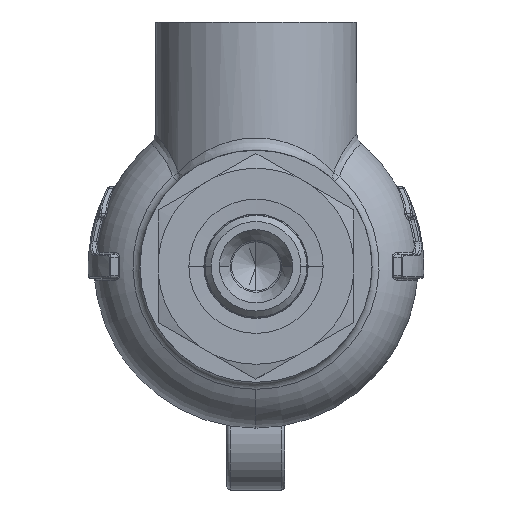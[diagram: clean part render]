
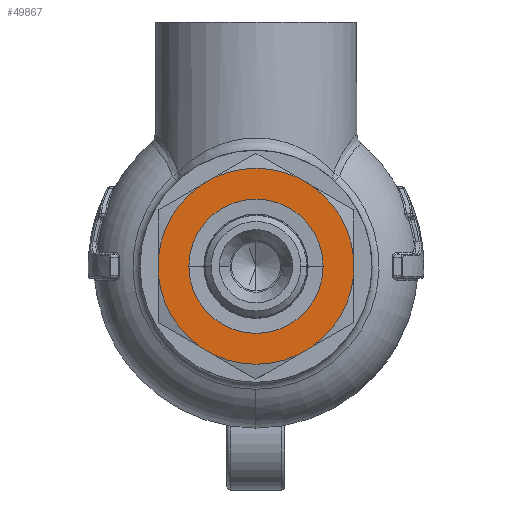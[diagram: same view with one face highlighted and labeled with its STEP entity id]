
A CAD part, front view. The second image highlights one B-rep face of the part: STEP entity #49867.
In plain terms, the highlighted planar face has unit normal (0, -1, 0).
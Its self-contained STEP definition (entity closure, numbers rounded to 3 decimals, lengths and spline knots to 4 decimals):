
#206 = ORIENTED_EDGE ( 'NONE', *, *, #41854, .T. ) ;
#1207 = CARTESIAN_POINT ( 'NONE',  ( -0.3581, -0.5118, -0.5206 ) ) ;
#1881 = VERTEX_POINT ( 'NONE', #48845 ) ;
#2105 = FACE_BOUND ( 'NONE', #12181, .T. ) ;
#2560 = VERTEX_POINT ( 'NONE', #22836 ) ;
#2562 = DIRECTION ( 'NONE',  ( -1., 0., 0. ) ) ;
#3605 = CARTESIAN_POINT ( 'NONE',  ( 0., -0.5118, 0. ) ) ;
#5123 = CIRCLE ( 'NONE', #7522, 0.6319 ) ;
#5253 = CARTESIAN_POINT ( 'NONE',  ( 0., -0.5118, 0. ) ) ;
#5862 = DIRECTION ( 'NONE',  ( -1., 0., 0. ) ) ;
#7272 = CARTESIAN_POINT ( 'NONE',  ( 0.6299, -0.5118, 0.4331 ) ) ;
#7492 = DIRECTION ( 'NONE',  ( 0.866, 0., 0.5 ) ) ;
#7522 = AXIS2_PLACEMENT_3D ( 'NONE', #76753, #56034, #62851 ) ;
#9538 = LINE ( 'NONE', #77358, #59510 ) ;
#10269 = DIRECTION ( 'NONE',  ( -0.866, 0., 0.5 ) ) ;
#10641 = LINE ( 'NONE', #81823, #62711 ) ;
#12036 = VERTEX_POINT ( 'NONE', #77349 ) ;
#12181 = EDGE_LOOP ( 'NONE', ( #44292, #38566 ) ) ;
#12984 = ORIENTED_EDGE ( 'NONE', *, *, #21021, .T. ) ;
#14882 = EDGE_CURVE ( 'NONE', #86218, #1881, #36336, .T. ) ;
#16120 = PLANE ( 'NONE',  #86991 ) ;
#20912 = CIRCLE ( 'NONE', #81355, 0.6319 ) ;
#21021 = EDGE_CURVE ( 'NONE', #76122, #41403, #68708, .T. ) ;
#22023 = LINE ( 'NONE', #35470, #45433 ) ;
#22375 = DIRECTION ( 'NONE',  ( 1., 0., 0. ) ) ;
#22836 = CARTESIAN_POINT ( 'NONE',  ( -0.6299, -0.5118, 0.0498 ) ) ;
#23392 = EDGE_CURVE ( 'NONE', #12036, #56152, #9538, .T. ) ;
#23746 = ORIENTED_EDGE ( 'NONE', *, *, #27056, .T. ) ;
#23959 = AXIS2_PLACEMENT_3D ( 'NONE', #61942, #54850, #35575 ) ;
#25995 = LINE ( 'NONE', #61341, #65289 ) ;
#26695 = EDGE_CURVE ( 'NONE', #2560, #61925, #61287, .T. ) ;
#27056 = EDGE_CURVE ( 'NONE', #72972, #29106, #22023, .T. ) ;
#27400 = ORIENTED_EDGE ( 'NONE', *, *, #23392, .T. ) ;
#27706 = EDGE_CURVE ( 'NONE', #72972, #41403, #20912, .T. ) ;
#28175 = DIRECTION ( 'NONE',  ( -0.866, 0., -0.5 ) ) ;
#28676 = CARTESIAN_POINT ( 'NONE',  ( 0.6299, -0.5118, 0.0498 ) ) ;
#29106 = VERTEX_POINT ( 'NONE', #84997 ) ;
#29422 = AXIS2_PLACEMENT_3D ( 'NONE', #30892, #59018, #38590 ) ;
#29505 = EDGE_CURVE ( 'NONE', #53407, #56152, #82290, .T. ) ;
#30632 = ORIENTED_EDGE ( 'NONE', *, *, #49312, .T. ) ;
#30675 = DIRECTION ( 'NONE',  ( -1., 0., 0. ) ) ;
#30892 = CARTESIAN_POINT ( 'NONE',  ( 0., -0.5118, 0. ) ) ;
#31015 = EDGE_LOOP ( 'NONE', ( #87525, #23746, #51179, #58925, #34446, #27400, #80919, #30632, #57947, #206, #73944, #12984 ) ) ;
#31757 = DIRECTION ( 'NONE',  ( -1., 0., 0. ) ) ;
#34017 = FACE_OUTER_BOUND ( 'NONE', #31015, .T. ) ;
#34227 = CARTESIAN_POINT ( 'NONE',  ( 0.4331, -0.5118, 0. ) ) ;
#34446 = ORIENTED_EDGE ( 'NONE', *, *, #48130, .F. ) ;
#34583 = EDGE_CURVE ( 'NONE', #1881, #86218, #71208, .T. ) ;
#34819 = CARTESIAN_POINT ( 'NONE',  ( 0., -0.5118, 0. ) ) ;
#35177 = AXIS2_PLACEMENT_3D ( 'NONE', #5253, #60157, #31757 ) ;
#35470 = CARTESIAN_POINT ( 'NONE',  ( 0.5025, -0.5118, -0.4373 ) ) ;
#35575 = DIRECTION ( 'NONE',  ( -1., 0., 0. ) ) ;
#36336 = CIRCLE ( 'NONE', #71073, 0.4331 ) ;
#37756 = AXIS2_PLACEMENT_3D ( 'NONE', #3605, #78338, #30675 ) ;
#38462 = DIRECTION ( 'NONE',  ( 0.866, 0., -0.5 ) ) ;
#38566 = ORIENTED_EDGE ( 'NONE', *, *, #14882, .T. ) ;
#38590 = DIRECTION ( 'NONE',  ( -1., 0., 0. ) ) ;
#39262 = VERTEX_POINT ( 'NONE', #65950 ) ;
#41403 = VERTEX_POINT ( 'NONE', #56222 ) ;
#41542 = CIRCLE ( 'NONE', #35177, 0.6319 ) ;
#41854 = EDGE_CURVE ( 'NONE', #2560, #66637, #25995, .T. ) ;
#42251 = VECTOR ( 'NONE', #38462, 39.3701 ) ;
#43291 = DIRECTION ( 'NONE',  ( 0., 1., 0. ) ) ;
#43753 = CIRCLE ( 'NONE', #45617, 0.6319 ) ;
#44292 = ORIENTED_EDGE ( 'NONE', *, *, #34583, .T. ) ;
#45433 = VECTOR ( 'NONE', #7492, 39.3701 ) ;
#45617 = AXIS2_PLACEMENT_3D ( 'NONE', #76709, #43291, #2562 ) ;
#46595 = DIRECTION ( 'NONE',  ( 0., 1., 0. ) ) ;
#46752 = VECTOR ( 'NONE', #54511, 39.3701 ) ;
#48130 = EDGE_CURVE ( 'NONE', #12036, #51271, #41542, .T. ) ;
#48761 = DIRECTION ( 'NONE',  ( 0., 1., 0. ) ) ;
#48845 = CARTESIAN_POINT ( 'NONE',  ( -0.4331, -0.5118, 0. ) ) ;
#49312 = EDGE_CURVE ( 'NONE', #53407, #61925, #10641, .T. ) ;
#49867 = ADVANCED_FACE ( 'NONE', ( #2105, #34017 ), #16120, .T. ) ;
#51179 = ORIENTED_EDGE ( 'NONE', *, *, #76650, .F. ) ;
#51271 = VERTEX_POINT ( 'NONE', #28676 ) ;
#53407 = VERTEX_POINT ( 'NONE', #80245 ) ;
#54511 = DIRECTION ( 'NONE',  ( 0., 0., 1. ) ) ;
#54850 = DIRECTION ( 'NONE',  ( 0., 1., 0. ) ) ;
#56034 = DIRECTION ( 'NONE',  ( 0., 1., 0. ) ) ;
#56152 = VERTEX_POINT ( 'NONE', #59492 ) ;
#56222 = CARTESIAN_POINT ( 'NONE',  ( -0.2718, -0.5118, -0.5704 ) ) ;
#57098 = DIRECTION ( 'NONE',  ( 0., -1., 0. ) ) ;
#57947 = ORIENTED_EDGE ( 'NONE', *, *, #26695, .F. ) ;
#58144 = CARTESIAN_POINT ( 'NONE',  ( -0.3581, -0.5118, 0.5206 ) ) ;
#58871 = CARTESIAN_POINT ( 'NONE',  ( -0.6299, -0.5118, -0.0498 ) ) ;
#58925 = ORIENTED_EDGE ( 'NONE', *, *, #80023, .T. ) ;
#59018 = DIRECTION ( 'NONE',  ( 0., 1., 0. ) ) ;
#59492 = CARTESIAN_POINT ( 'NONE',  ( 0.2718, -0.5118, 0.5704 ) ) ;
#59510 = VECTOR ( 'NONE', #10269, 39.3701 ) ;
#60157 = DIRECTION ( 'NONE',  ( 0., 1., 0. ) ) ;
#61160 = CARTESIAN_POINT ( 'NONE',  ( 0.2718, -0.5118, -0.5704 ) ) ;
#61287 = CIRCLE ( 'NONE', #23959, 0.6319 ) ;
#61341 = CARTESIAN_POINT ( 'NONE',  ( -0.6299, -0.5118, 0.4331 ) ) ;
#61925 = VERTEX_POINT ( 'NONE', #58144 ) ;
#61942 = CARTESIAN_POINT ( 'NONE',  ( 0., -0.5118, 0. ) ) ;
#62711 = VECTOR ( 'NONE', #28175, 39.3701 ) ;
#62851 = DIRECTION ( 'NONE',  ( -1., 0., 0. ) ) ;
#65289 = VECTOR ( 'NONE', #82082, 39.3701 ) ;
#65950 = CARTESIAN_POINT ( 'NONE',  ( 0.6299, -0.5118, -0.0498 ) ) ;
#66637 = VERTEX_POINT ( 'NONE', #58871 ) ;
#68708 = LINE ( 'NONE', #78431, #42251 ) ;
#71073 = AXIS2_PLACEMENT_3D ( 'NONE', #34819, #48761, #82201 ) ;
#71208 = CIRCLE ( 'NONE', #29422, 0.4331 ) ;
#72972 = VERTEX_POINT ( 'NONE', #61160 ) ;
#73944 = ORIENTED_EDGE ( 'NONE', *, *, #80814, .F. ) ;
#76122 = VERTEX_POINT ( 'NONE', #1207 ) ;
#76650 = EDGE_CURVE ( 'NONE', #39262, #29106, #43753, .T. ) ;
#76709 = CARTESIAN_POINT ( 'NONE',  ( 0., -0.5118, 0. ) ) ;
#76753 = CARTESIAN_POINT ( 'NONE',  ( 0., -0.5118, 0. ) ) ;
#77349 = CARTESIAN_POINT ( 'NONE',  ( 0.3581, -0.5118, 0.5206 ) ) ;
#77358 = CARTESIAN_POINT ( 'NONE',  ( 0.1274, -0.5118, 0.6538 ) ) ;
#78338 = DIRECTION ( 'NONE',  ( 0., 1., 0. ) ) ;
#78431 = CARTESIAN_POINT ( 'NONE',  ( -0.5025, -0.5118, -0.4373 ) ) ;
#80023 = EDGE_CURVE ( 'NONE', #39262, #51271, #81636, .T. ) ;
#80245 = CARTESIAN_POINT ( 'NONE',  ( -0.2718, -0.5118, 0.5704 ) ) ;
#80319 = CARTESIAN_POINT ( 'NONE',  ( 0., -0.5118, 0. ) ) ;
#80814 = EDGE_CURVE ( 'NONE', #76122, #66637, #5123, .T. ) ;
#80919 = ORIENTED_EDGE ( 'NONE', *, *, #29505, .F. ) ;
#81355 = AXIS2_PLACEMENT_3D ( 'NONE', #80319, #46595, #5862 ) ;
#81636 = LINE ( 'NONE', #7272, #46752 ) ;
#81823 = CARTESIAN_POINT ( 'NONE',  ( -0.1274, -0.5118, 0.6538 ) ) ;
#82082 = DIRECTION ( 'NONE',  ( 0., 0., -1. ) ) ;
#82201 = DIRECTION ( 'NONE',  ( -1., 0., 0. ) ) ;
#82290 = CIRCLE ( 'NONE', #37756, 0.6319 ) ;
#83492 = CARTESIAN_POINT ( 'NONE',  ( 0., -0.5118, 0.4331 ) ) ;
#84997 = CARTESIAN_POINT ( 'NONE',  ( 0.3581, -0.5118, -0.5206 ) ) ;
#86218 = VERTEX_POINT ( 'NONE', #34227 ) ;
#86991 = AXIS2_PLACEMENT_3D ( 'NONE', #83492, #57098, #22375 ) ;
#87525 = ORIENTED_EDGE ( 'NONE', *, *, #27706, .F. ) ;
